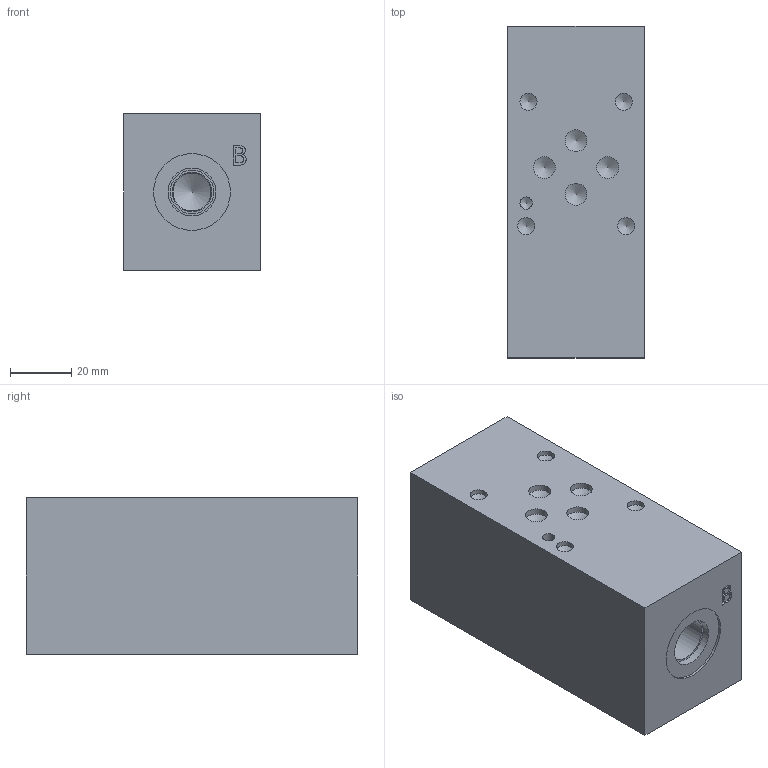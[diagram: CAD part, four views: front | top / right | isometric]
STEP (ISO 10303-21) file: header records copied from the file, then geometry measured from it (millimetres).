
FILE_DESCRIPTION(/* description */ (''),/* implementation_level */ '2;1');
FILE_NAME(/* name */ '_D03TPAB6S.stp',/* time_stamp */ '2020-07-22T16:37:36-04:00',/* author */ ('trevorh'),/* organization */ (''),/* preprocessor_version */ 'ST-DEVELOPER v17',/* originating_system */ 'Autodesk Inventor 2019',/* authorisation */ '');
FILE_SCHEMA (('AUTOMOTIVE_DESIGN { 1 0 10303 214 3 1 1 }'));
Length unit declared in the file: millimetre
Products named in the file (1): Part_AD03TPAB6S_3D
Bounding box: 44.45 x 107.95 x 50.8 mm (x, y, z)
Volume: 234957.3 mm3; surface area: 28274.4 mm2
Topology: 1 solids, 1 shells, 441 faces, 1213 edges, 818 vertices
Faces by surface type: plane 269, bspline 118, cylinder 32, cone 22
Full cylindrical faces by diameter (mm): 3.175 x1, 3.962 x1, 5.563 x8, 7.137 x8, 12.294 x2, 12.7 x4, 12.9 x2, 14.275 x2, 15.596 x2, 25.019 x2
Entity records: 14873 total; most frequent: CARTESIAN_POINT 3987, ORIENTED_EDGE 2386, DIRECTION 1721, EDGE_CURVE 1193, LINE 841, VECTOR 841, VERTEX_POINT 818, EDGE_LOOP 505
